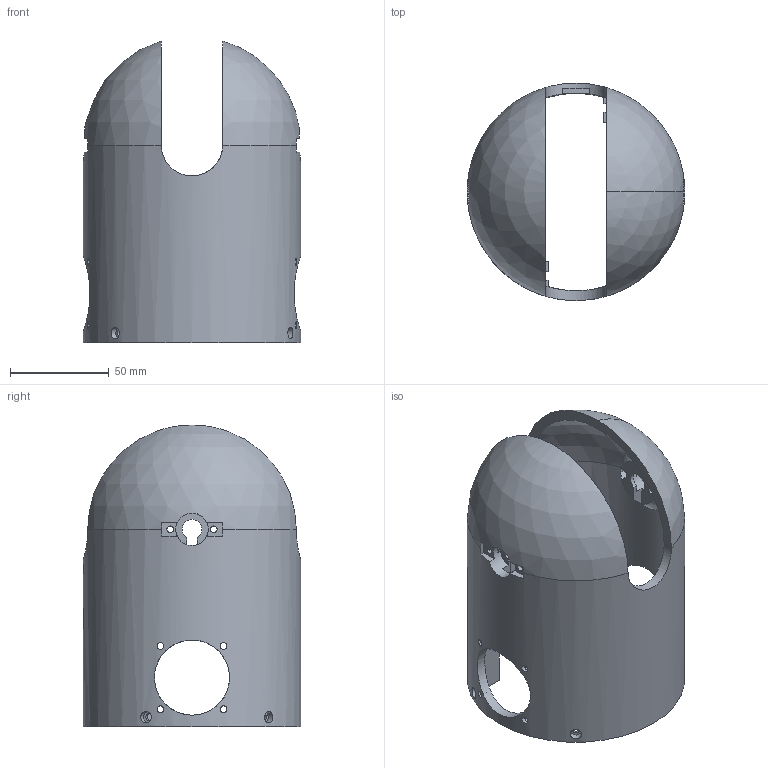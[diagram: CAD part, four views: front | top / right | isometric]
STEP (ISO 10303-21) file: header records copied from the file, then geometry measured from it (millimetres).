
FILE_DESCRIPTION(('FreeCAD Model'),'2;1');
FILE_NAME('Open CASCADE Shape Model','2025-04-17T17:43:35',(''),(''), 'Open CASCADE STEP processor 7.8','FreeCAD','Unknown');
FILE_SCHEMA(('AUTOMOTIVE_DESIGN { 1 0 10303 214 1 1 1 1 }'));
Length unit declared in the file: millimetre
Products named in the file (1): Art4Body
Bounding box: 110 x 110 x 152.77 mm (x, y, z)
Volume: 227580.1 mm3; surface area: 99854.3 mm2
Topology: 1 solids, 1 shells, 236 faces, 674 edges, 441 vertices
Faces by surface type: plane 189, cylinder 37, sphere 6, cone 4
Full cylindrical faces by diameter (mm): 2.4 x2, 3.4 x16, 4.2 x2, 5.9 x4, 8.2 x1, 12 x2, 16.4 x2, 38 x2, 100 x1, 110 x1
Entity records: 9938 total; most frequent: CARTESIAN_POINT 3604, ORIENTED_EDGE 1348, DIRECTION 1256, EDGE_CURVE 674, LINE 458, VECTOR 458, VERTEX_POINT 441, AXIS2_PLACEMENT_3D 399
